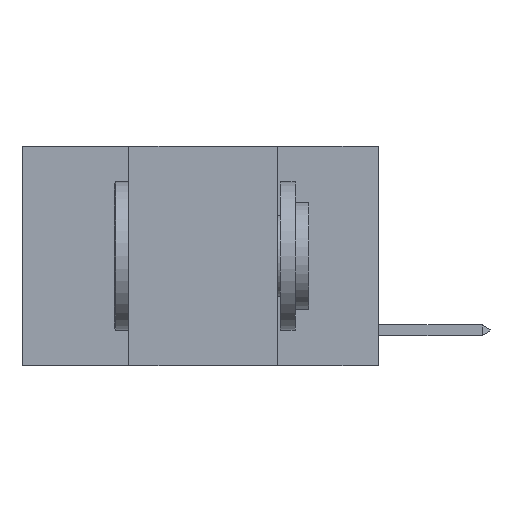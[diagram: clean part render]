
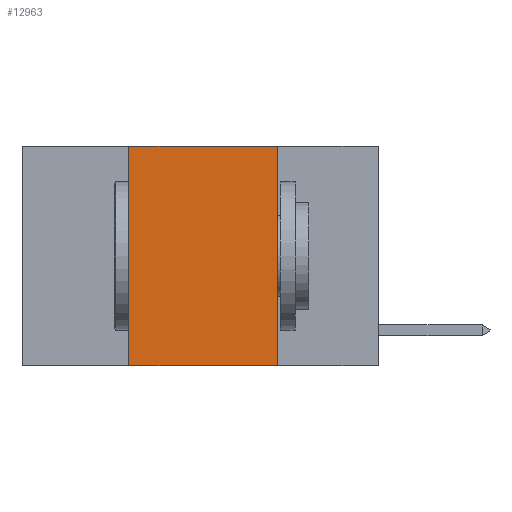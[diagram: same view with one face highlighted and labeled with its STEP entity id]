
A CAD part, left-side view. The second image highlights one B-rep face of the part: STEP entity #12963.
In plain terms, the highlighted planar face has unit normal (-1, 0, 0).
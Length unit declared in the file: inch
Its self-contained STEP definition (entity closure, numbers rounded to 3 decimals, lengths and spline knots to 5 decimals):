
#676 = CARTESIAN_POINT ( 'NONE',  ( 0., 0.42, 0. ) ) ;
#732 = LINE ( 'NONE', #12746, #4624 ) ;
#819 = ORIENTED_EDGE ( 'NONE', *, *, #26018, .T. ) ;
#1380 = CARTESIAN_POINT ( 'NONE',  ( 0., 0.17, 0. ) ) ;
#2227 = LINE ( 'NONE', #23427, #4501 ) ;
#2770 = DIRECTION ( 'NONE',  ( 0., 0., -1. ) ) ;
#3074 = PLANE ( 'NONE',  #7698 ) ;
#3250 = LINE ( 'NONE', #4971, #17707 ) ;
#3773 = LINE ( 'NONE', #9055, #20924 ) ;
#4501 = VECTOR ( 'NONE', #9524, 39.37008 ) ;
#4624 = VECTOR ( 'NONE', #12278, 39.37008 ) ;
#4971 = CARTESIAN_POINT ( 'NONE',  ( 0., 0.6, -0.37 ) ) ;
#5279 = DIRECTION ( 'NONE',  ( 0., -1., 0. ) ) ;
#7328 = CARTESIAN_POINT ( 'NONE',  ( 0., 0.42, -0.37 ) ) ;
#7438 = CARTESIAN_POINT ( 'NONE',  ( 0., 0.6, 0. ) ) ;
#7483 = EDGE_CURVE ( 'NONE', #19711, #13888, #3773, .T. ) ;
#7698 = AXIS2_PLACEMENT_3D ( 'NONE', #7438, #11962, #2770 ) ;
#8372 = EDGE_CURVE ( 'NONE', #15675, #23414, #2227, .T. ) ;
#9055 = CARTESIAN_POINT ( 'NONE',  ( 0., 0.17, 0. ) ) ;
#9524 = DIRECTION ( 'NONE',  ( 0., 0., 1. ) ) ;
#9759 = FACE_OUTER_BOUND ( 'NONE', #16387, .T. ) ;
#10660 = EDGE_CURVE ( 'NONE', #23414, #19711, #732, .T. ) ;
#10785 = ORIENTED_EDGE ( 'NONE', *, *, #8372, .F. ) ;
#11962 = DIRECTION ( 'NONE',  ( 1., 0., 0. ) ) ;
#12278 = DIRECTION ( 'NONE',  ( 0., -1., 0. ) ) ;
#12746 = CARTESIAN_POINT ( 'NONE',  ( 0., 0.6, 0. ) ) ;
#12963 = ADVANCED_FACE ( 'NONE', ( #9759 ), #3074, .F. ) ;
#13888 = VERTEX_POINT ( 'NONE', #26075 ) ;
#15675 = VERTEX_POINT ( 'NONE', #7328 ) ;
#16387 = EDGE_LOOP ( 'NONE', ( #26241, #21998, #10785, #819 ) ) ;
#17707 = VECTOR ( 'NONE', #5279, 39.37008 ) ;
#18583 = DIRECTION ( 'NONE',  ( 0., 0., -1. ) ) ;
#19711 = VERTEX_POINT ( 'NONE', #1380 ) ;
#20924 = VECTOR ( 'NONE', #18583, 39.37008 ) ;
#21998 = ORIENTED_EDGE ( 'NONE', *, *, #10660, .F. ) ;
#23414 = VERTEX_POINT ( 'NONE', #676 ) ;
#23427 = CARTESIAN_POINT ( 'NONE',  ( 0., 0.42, 0. ) ) ;
#26018 = EDGE_CURVE ( 'NONE', #15675, #13888, #3250, .T. ) ;
#26075 = CARTESIAN_POINT ( 'NONE',  ( 0., 0.17, -0.37 ) ) ;
#26241 = ORIENTED_EDGE ( 'NONE', *, *, #7483, .F. ) ;
